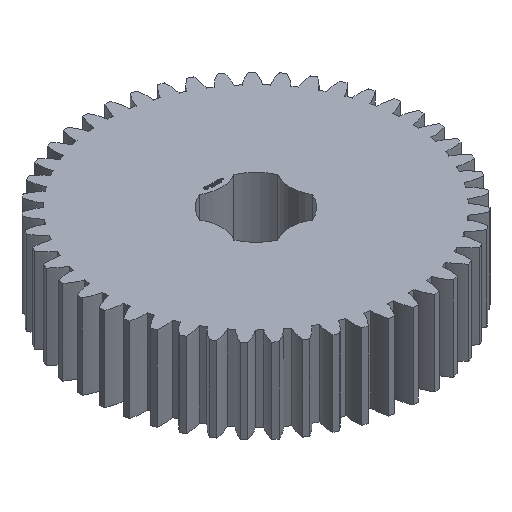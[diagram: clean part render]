
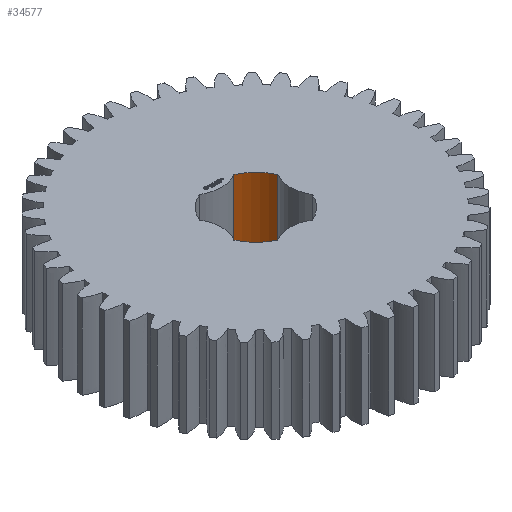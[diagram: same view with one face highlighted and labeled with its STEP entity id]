
A CAD part, isometric view. The second image highlights one B-rep face of the part: STEP entity #34577.
In plain terms, the highlighted cylindrical face has radius 6.35 mm (diameter 12.7 mm), a partial arc.
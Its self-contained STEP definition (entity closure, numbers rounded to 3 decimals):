
#93 = PLANE('',#94);
#94 = AXIS2_PLACEMENT_3D('',#95,#96,#97);
#95 = CARTESIAN_POINT('',(0.,0.,12.5));
#96 = DIRECTION('',(0.,0.,1.));
#97 = DIRECTION('',(1.,0.,0.));
#168 = PLANE('',#169);
#169 = AXIS2_PLACEMENT_3D('',#170,#171,#172);
#170 = CARTESIAN_POINT('',(0.,0.,0.));
#171 = DIRECTION('',(0.,0.,1.));
#172 = DIRECTION('',(1.,0.,0.));
#11028 = VERTEX_POINT('',#11029);
#11029 = CARTESIAN_POINT('',(2.55,5.816,0.));
#11044 = CYLINDRICAL_SURFACE('',#11045,4.9);
#11045 = AXIS2_PLACEMENT_3D('',#11046,#11047,#11048);
#11046 = CARTESIAN_POINT('',(0.,10.,0.));
#11047 = DIRECTION('',(0.,-0.,-1.));
#11048 = DIRECTION('',(0.707,0.707,0.));
#11056 = EDGE_CURVE('',#11057,#11028,#11059,.T.);
#11057 = VERTEX_POINT('',#11058);
#11058 = CARTESIAN_POINT('',(5.816,2.55,0.));
#11059 = SURFACE_CURVE('',#11060,(#11065,#11072),.PCURVE_S1.);
#11060 = CIRCLE('',#11061,6.35);
#11061 = AXIS2_PLACEMENT_3D('',#11062,#11063,#11064);
#11062 = CARTESIAN_POINT('',(0.,0.,0.));
#11063 = DIRECTION('',(0.,-0.,1.));
#11064 = DIRECTION('',(0.707,0.707,0.));
#11065 = PCURVE('',#168,#11066);
#11066 = DEFINITIONAL_REPRESENTATION('',(#11067),#11071);
#11067 = CIRCLE('',#11068,6.35);
#11068 = AXIS2_PLACEMENT_2D('',#11069,#11070);
#11069 = CARTESIAN_POINT('',(0.,0.));
#11070 = DIRECTION('',(0.707,0.707));
#11071 = ( GEOMETRIC_REPRESENTATION_CONTEXT(2) 
PARAMETRIC_REPRESENTATION_CONTEXT() REPRESENTATION_CONTEXT('2D SPACE',''
  ) );
#11072 = PCURVE('',#11073,#11078);
#11073 = CYLINDRICAL_SURFACE('',#11074,6.35);
#11074 = AXIS2_PLACEMENT_3D('',#11075,#11076,#11077);
#11075 = CARTESIAN_POINT('',(0.,0.,0.));
#11076 = DIRECTION('',(0.,-0.,-1.));
#11077 = DIRECTION('',(0.707,0.707,0.));
#11078 = DEFINITIONAL_REPRESENTATION('',(#11079),#11083);
#11079 = LINE('',#11080,#11081);
#11080 = CARTESIAN_POINT('',(-0.,0.));
#11081 = VECTOR('',#11082,1.);
#11082 = DIRECTION('',(-1.,0.));
#11083 = ( GEOMETRIC_REPRESENTATION_CONTEXT(2) 
PARAMETRIC_REPRESENTATION_CONTEXT() REPRESENTATION_CONTEXT('2D SPACE',''
  ) );
#11102 = CYLINDRICAL_SURFACE('',#11103,4.9);
#11103 = AXIS2_PLACEMENT_3D('',#11104,#11105,#11106);
#11104 = CARTESIAN_POINT('',(10.,0.,0.));
#11105 = DIRECTION('',(0.,-0.,-1.));
#11106 = DIRECTION('',(0.707,0.707,0.));
#18828 = VERTEX_POINT('',#18829);
#18829 = CARTESIAN_POINT('',(2.55,5.816,12.5));
#18851 = EDGE_CURVE('',#18852,#18828,#18854,.T.);
#18852 = VERTEX_POINT('',#18853);
#18853 = CARTESIAN_POINT('',(5.816,2.55,12.5));
#18854 = SURFACE_CURVE('',#18855,(#18860,#18867),.PCURVE_S1.);
#18855 = CIRCLE('',#18856,6.35);
#18856 = AXIS2_PLACEMENT_3D('',#18857,#18858,#18859);
#18857 = CARTESIAN_POINT('',(0.,0.,12.5)
  );
#18858 = DIRECTION('',(0.,-0.,1.));
#18859 = DIRECTION('',(0.707,0.707,0.));
#18860 = PCURVE('',#93,#18861);
#18861 = DEFINITIONAL_REPRESENTATION('',(#18862),#18866);
#18862 = CIRCLE('',#18863,6.35);
#18863 = AXIS2_PLACEMENT_2D('',#18864,#18865);
#18864 = CARTESIAN_POINT('',(0.,0.));
#18865 = DIRECTION('',(0.707,0.707));
#18866 = ( GEOMETRIC_REPRESENTATION_CONTEXT(2) 
PARAMETRIC_REPRESENTATION_CONTEXT() REPRESENTATION_CONTEXT('2D SPACE',''
  ) );
#18867 = PCURVE('',#11073,#18868);
#18868 = DEFINITIONAL_REPRESENTATION('',(#18869),#18873);
#18869 = LINE('',#18870,#18871);
#18870 = CARTESIAN_POINT('',(-0.,-12.5));
#18871 = VECTOR('',#18872,1.);
#18872 = DIRECTION('',(-1.,0.));
#18873 = ( GEOMETRIC_REPRESENTATION_CONTEXT(2) 
PARAMETRIC_REPRESENTATION_CONTEXT() REPRESENTATION_CONTEXT('2D SPACE',''
  ) );
#34554 = EDGE_CURVE('',#11057,#18852,#34555,.T.);
#34555 = SURFACE_CURVE('',#34556,(#34560,#34567),.PCURVE_S1.);
#34556 = LINE('',#34557,#34558);
#34557 = CARTESIAN_POINT('',(5.816,2.55,0.));
#34558 = VECTOR('',#34559,1.);
#34559 = DIRECTION('',(0.,0.,1.));
#34560 = PCURVE('',#11102,#34561);
#34561 = DEFINITIONAL_REPRESENTATION('',(#34562),#34566);
#34562 = LINE('',#34563,#34564);
#34563 = CARTESIAN_POINT('',(-1.809,0.));
#34564 = VECTOR('',#34565,1.);
#34565 = DIRECTION('',(-0.,-1.));
#34566 = ( GEOMETRIC_REPRESENTATION_CONTEXT(2) 
PARAMETRIC_REPRESENTATION_CONTEXT() REPRESENTATION_CONTEXT('2D SPACE',''
  ) );
#34567 = PCURVE('',#11073,#34568);
#34568 = DEFINITIONAL_REPRESENTATION('',(#34569),#34573);
#34569 = LINE('',#34570,#34571);
#34570 = CARTESIAN_POINT('',(-5.911,0.));
#34571 = VECTOR('',#34572,1.);
#34572 = DIRECTION('',(-0.,-1.));
#34573 = ( GEOMETRIC_REPRESENTATION_CONTEXT(2) 
PARAMETRIC_REPRESENTATION_CONTEXT() REPRESENTATION_CONTEXT('2D SPACE',''
  ) );
#34577 = ADVANCED_FACE('',(#34578),#11073,.F.);
#34578 = FACE_BOUND('',#34579,.T.);
#34579 = EDGE_LOOP('',(#34580,#34581,#34582,#34603));
#34580 = ORIENTED_EDGE('',*,*,#34554,.T.);
#34581 = ORIENTED_EDGE('',*,*,#18851,.T.);
#34582 = ORIENTED_EDGE('',*,*,#34583,.F.);
#34583 = EDGE_CURVE('',#11028,#18828,#34584,.T.);
#34584 = SURFACE_CURVE('',#34585,(#34589,#34596),.PCURVE_S1.);
#34585 = LINE('',#34586,#34587);
#34586 = CARTESIAN_POINT('',(2.55,5.816,0.));
#34587 = VECTOR('',#34588,1.);
#34588 = DIRECTION('',(0.,0.,1.));
#34589 = PCURVE('',#11073,#34590);
#34590 = DEFINITIONAL_REPRESENTATION('',(#34591),#34595);
#34591 = LINE('',#34592,#34593);
#34592 = CARTESIAN_POINT('',(-6.655,0.));
#34593 = VECTOR('',#34594,1.);
#34594 = DIRECTION('',(-0.,-1.));
#34595 = ( GEOMETRIC_REPRESENTATION_CONTEXT(2) 
PARAMETRIC_REPRESENTATION_CONTEXT() REPRESENTATION_CONTEXT('2D SPACE',''
  ) );
#34596 = PCURVE('',#11044,#34597);
#34597 = DEFINITIONAL_REPRESENTATION('',(#34598),#34602);
#34598 = LINE('',#34599,#34600);
#34599 = CARTESIAN_POINT('',(-4.474,0.));
#34600 = VECTOR('',#34601,1.);
#34601 = DIRECTION('',(-0.,-1.));
#34602 = ( GEOMETRIC_REPRESENTATION_CONTEXT(2) 
PARAMETRIC_REPRESENTATION_CONTEXT() REPRESENTATION_CONTEXT('2D SPACE',''
  ) );
#34603 = ORIENTED_EDGE('',*,*,#11056,.F.);
